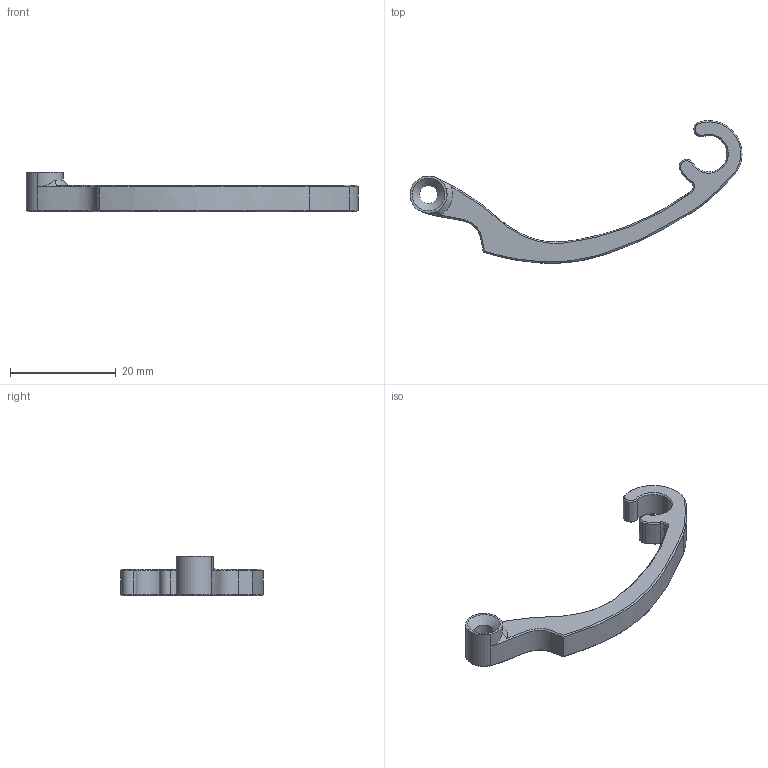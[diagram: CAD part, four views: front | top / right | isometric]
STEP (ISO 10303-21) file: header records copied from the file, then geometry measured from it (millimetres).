
FILE_DESCRIPTION(/* description */ (''),/* implementation_level */ '2;1');
FILE_NAME(/* name */ 'spoon_hook_long.step',/* time_stamp */ '2025-11-21T19:35:23Z',/* author */ (''),/* organization */ (''),/* preprocessor_version */ 'ST-DEVELOPER v20.1',/* originating_system */ 'Autodesk Translation Framework v14.21.0.0',/* authorisation */ '');
FILE_SCHEMA (('AUTOMOTIVE_DESIGN { 1 0 10303 214 3 1 1 }'));
Length unit declared in the file: millimetre
Products named in the file (3): Spoon hook grabby; Spoon hook grabby_1; Spoon_Hook_Long
Assembly tree (2 placements, depth 2):
  Spoon hook grabby
    Spoon hook grabby_1
    Spoon_Hook_Long
Bounding box: 62.69 x 26.96 x 7.5 mm (x, y, z)
Volume: 1735.6 mm3; surface area: 1638.5 mm2
Topology: 1 solids, 1 shells, 54 faces, 125 edges, 73 vertices
Faces by surface type: bspline 20, cone 18, cylinder 10, plane 6
Full cylindrical faces by diameter (mm): 3.4 x1
Entity records: 2641 total; most frequent: CARTESIAN_POINT 1456, ORIENTED_EDGE 250, DIRECTION 196, EDGE_CURVE 125, AXIS2_PLACEMENT_3D 77, VERTEX_POINT 73, EDGE_LOOP 56, FACE_OUTER_BOUND 54
